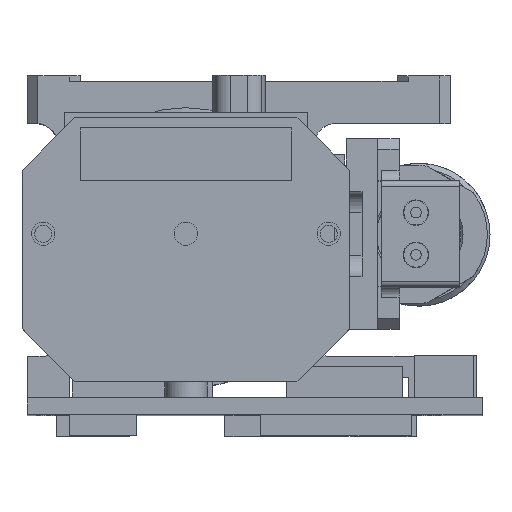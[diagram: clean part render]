
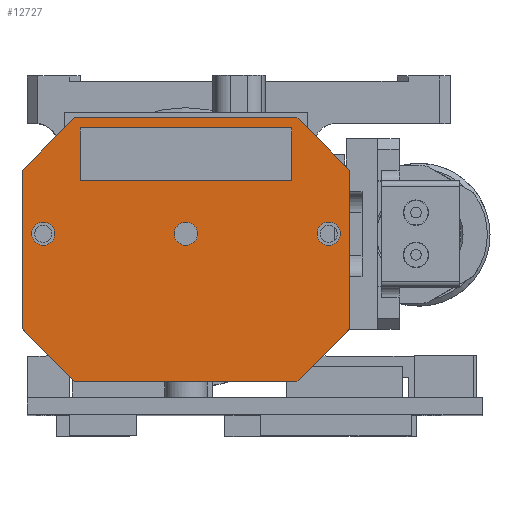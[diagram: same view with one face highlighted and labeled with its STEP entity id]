
A CAD part, top view. The second image highlights one B-rep face of the part: STEP entity #12727.
In plain terms, the highlighted face is planar.
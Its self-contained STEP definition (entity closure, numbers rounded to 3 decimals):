
#788=LINE('',#20034,#1881);
#790=LINE('',#20038,#1883);
#792=LINE('',#20042,#1885);
#795=LINE('',#20047,#1888);
#796=LINE('',#20050,#1889);
#799=LINE('',#20055,#1892);
#800=LINE('',#20058,#1893);
#802=LINE('',#20061,#1895);
#803=LINE('',#20073,#1896);
#804=LINE('',#20075,#1897);
#805=LINE('',#20077,#1898);
#806=LINE('',#20078,#1899);
#1881=VECTOR('',#16204,7.071);
#1883=VECTOR('',#16208,15.);
#1885=VECTOR('',#16212,7.071);
#1888=VECTOR('',#16217,21.);
#1889=VECTOR('',#16220,7.071);
#1892=VECTOR('',#16225,15.);
#1893=VECTOR('',#16228,7.071);
#1895=VECTOR('',#16232,21.);
#1896=VECTOR('',#16243,5.);
#1897=VECTOR('',#16244,20.);
#1898=VECTOR('',#16245,5.);
#1899=VECTOR('',#16246,20.);
#2982=FACE_BOUND('',#4033,.T.);
#2983=FACE_BOUND('',#4034,.T.);
#2984=FACE_BOUND('',#4035,.T.);
#2985=FACE_BOUND('',#4036,.T.);
#3284=FACE_OUTER_BOUND('',#4032,.T.);
#4032=EDGE_LOOP('',(#9291,#9292,#9293,#9294,#9295,#9296,#9297,#9298));
#4033=EDGE_LOOP('',(#9299,#9300));
#4034=EDGE_LOOP('',(#9301,#9302));
#4035=EDGE_LOOP('',(#9303,#9304,#9305,#9306));
#4036=EDGE_LOOP('',(#9307,#9308));
#4908=CIRCLE('',#14285,1.1);
#4909=CIRCLE('',#14286,1.1);
#4910=CIRCLE('',#14287,1.1);
#4911=CIRCLE('',#14288,1.1);
#4912=CIRCLE('',#14289,1.1);
#4913=CIRCLE('',#14290,1.1);
#5601=VERTEX_POINT('',#20031);
#5602=VERTEX_POINT('',#20033);
#5603=VERTEX_POINT('',#20037);
#5604=VERTEX_POINT('',#20041);
#5605=VERTEX_POINT('',#20045);
#5606=VERTEX_POINT('',#20049);
#5607=VERTEX_POINT('',#20053);
#5608=VERTEX_POINT('',#20057);
#5609=VERTEX_POINT('',#20063);
#5610=VERTEX_POINT('',#20064);
#5611=VERTEX_POINT('',#20067);
#5612=VERTEX_POINT('',#20068);
#5613=VERTEX_POINT('',#20071);
#5614=VERTEX_POINT('',#20072);
#5615=VERTEX_POINT('',#20074);
#5616=VERTEX_POINT('',#20076);
#5617=VERTEX_POINT('',#20079);
#5618=VERTEX_POINT('',#20080);
#6989=EDGE_CURVE('',#5601,#5602,#788,.T.);
#6991=EDGE_CURVE('',#5602,#5603,#790,.T.);
#6993=EDGE_CURVE('',#5603,#5604,#792,.T.);
#6996=EDGE_CURVE('',#5604,#5605,#795,.T.);
#6997=EDGE_CURVE('',#5605,#5606,#796,.T.);
#7000=EDGE_CURVE('',#5606,#5607,#799,.T.);
#7001=EDGE_CURVE('',#5607,#5608,#800,.T.);
#7003=EDGE_CURVE('',#5608,#5601,#802,.T.);
#7004=EDGE_CURVE('',#5609,#5610,#4908,.T.);
#7005=EDGE_CURVE('',#5610,#5609,#4909,.T.);
#7006=EDGE_CURVE('',#5611,#5612,#4910,.T.);
#7007=EDGE_CURVE('',#5612,#5611,#4911,.T.);
#7008=EDGE_CURVE('',#5613,#5614,#803,.T.);
#7009=EDGE_CURVE('',#5614,#5615,#804,.T.);
#7010=EDGE_CURVE('',#5615,#5616,#805,.T.);
#7011=EDGE_CURVE('',#5616,#5613,#806,.T.);
#7012=EDGE_CURVE('',#5617,#5618,#4912,.T.);
#7013=EDGE_CURVE('',#5618,#5617,#4913,.T.);
#9291=ORIENTED_EDGE('',*,*,#6989,.F.);
#9292=ORIENTED_EDGE('',*,*,#7003,.F.);
#9293=ORIENTED_EDGE('',*,*,#7001,.F.);
#9294=ORIENTED_EDGE('',*,*,#7000,.F.);
#9295=ORIENTED_EDGE('',*,*,#6997,.F.);
#9296=ORIENTED_EDGE('',*,*,#6996,.F.);
#9297=ORIENTED_EDGE('',*,*,#6993,.F.);
#9298=ORIENTED_EDGE('',*,*,#6991,.F.);
#9299=ORIENTED_EDGE('',*,*,#7004,.F.);
#9300=ORIENTED_EDGE('',*,*,#7005,.F.);
#9301=ORIENTED_EDGE('',*,*,#7006,.F.);
#9302=ORIENTED_EDGE('',*,*,#7007,.F.);
#9303=ORIENTED_EDGE('',*,*,#7008,.T.);
#9304=ORIENTED_EDGE('',*,*,#7009,.T.);
#9305=ORIENTED_EDGE('',*,*,#7010,.T.);
#9306=ORIENTED_EDGE('',*,*,#7011,.T.);
#9307=ORIENTED_EDGE('',*,*,#7012,.F.);
#9308=ORIENTED_EDGE('',*,*,#7013,.F.);
#12229=PLANE('',#14284);
#12727=ADVANCED_FACE('',(#3284,#2982,#2983,#2984,#2985),#12229,.T.);
#14284=AXIS2_PLACEMENT_3D('',#20062,#16233,#16234);
#14285=AXIS2_PLACEMENT_3D('',#20065,#16235,#16236);
#14286=AXIS2_PLACEMENT_3D('',#20066,#16237,#16238);
#14287=AXIS2_PLACEMENT_3D('',#20069,#16239,#16240);
#14288=AXIS2_PLACEMENT_3D('',#20070,#16241,#16242);
#14289=AXIS2_PLACEMENT_3D('',#20081,#16247,#16248);
#14290=AXIS2_PLACEMENT_3D('',#20082,#16249,#16250);
#16204=DIRECTION('',(0.707,-0.707,0.));
#16208=DIRECTION('',(1.,0.,0.));
#16212=DIRECTION('',(0.707,0.707,0.));
#16217=DIRECTION('',(0.,1.,0.));
#16220=DIRECTION('',(-0.707,0.707,0.));
#16225=DIRECTION('',(-1.,0.,0.));
#16228=DIRECTION('',(-0.707,-0.707,0.));
#16232=DIRECTION('',(0.,-1.,0.));
#16233=DIRECTION('center_axis',(0.,0.,-1.));
#16234=DIRECTION('ref_axis',(0.,1.,0.));
#16235=DIRECTION('center_axis',(0.,0.,-1.));
#16236=DIRECTION('ref_axis',(0.,-1.,0.));
#16237=DIRECTION('center_axis',(0.,0.,-1.));
#16238=DIRECTION('ref_axis',(0.,-1.,0.));
#16239=DIRECTION('center_axis',(0.,0.,-1.));
#16240=DIRECTION('ref_axis',(0.,-1.,0.));
#16241=DIRECTION('center_axis',(0.,0.,-1.));
#16242=DIRECTION('ref_axis',(0.,-1.,0.));
#16243=DIRECTION('',(1.,0.,0.));
#16244=DIRECTION('',(0.,1.,0.));
#16245=DIRECTION('',(-1.,0.,0.));
#16246=DIRECTION('',(0.,-1.,0.));
#16247=DIRECTION('center_axis',(0.,0.,-1.));
#16248=DIRECTION('ref_axis',(0.,-1.,0.));
#16249=DIRECTION('center_axis',(0.,0.,-1.));
#16250=DIRECTION('ref_axis',(0.,-1.,0.));
#20031=CARTESIAN_POINT('',(-11.,-10.5,-71.5));
#20033=CARTESIAN_POINT('',(-6.,-15.5,-71.5));
#20034=CARTESIAN_POINT('',(-11.,-10.5,-71.5));
#20037=CARTESIAN_POINT('',(9.,-15.5,-71.5));
#20038=CARTESIAN_POINT('',(-6.,-15.5,-71.5));
#20041=CARTESIAN_POINT('',(14.,-10.5,-71.5));
#20042=CARTESIAN_POINT('',(9.,-15.5,-71.5));
#20045=CARTESIAN_POINT('',(14.,10.5,-71.5));
#20047=CARTESIAN_POINT('',(14.,-10.5,-71.5));
#20049=CARTESIAN_POINT('',(9.,15.5,-71.5));
#20050=CARTESIAN_POINT('',(14.,10.5,-71.5));
#20053=CARTESIAN_POINT('',(-6.,15.5,-71.5));
#20055=CARTESIAN_POINT('',(9.,15.5,-71.5));
#20057=CARTESIAN_POINT('',(-11.,10.5,-71.5));
#20058=CARTESIAN_POINT('',(-6.,15.5,-71.5));
#20061=CARTESIAN_POINT('',(-11.,10.5,-71.5));
#20062=CARTESIAN_POINT('Origin',(0.,0.,-71.5));
#20063=CARTESIAN_POINT('',(0.,-12.4,-71.5));
#20064=CARTESIAN_POINT('',(0.,-14.6,-71.5));
#20065=CARTESIAN_POINT('Origin',(0.,-13.5,-71.5));
#20066=CARTESIAN_POINT('Origin',(0.,-13.5,-71.5));
#20067=CARTESIAN_POINT('',(0.,1.1,-71.5));
#20068=CARTESIAN_POINT('',(0.,-1.1,-71.5));
#20069=CARTESIAN_POINT('Origin',(0.,0.,-71.5));
#20070=CARTESIAN_POINT('Origin',(0.,0.,-71.5));
#20071=CARTESIAN_POINT('',(-10.,-10.,-71.5));
#20072=CARTESIAN_POINT('',(-5.,-10.,-71.5));
#20073=CARTESIAN_POINT('',(-10.,-10.,-71.5));
#20074=CARTESIAN_POINT('',(-5.,10.,-71.5));
#20075=CARTESIAN_POINT('',(-5.,-10.,-71.5));
#20076=CARTESIAN_POINT('',(-10.,10.,-71.5));
#20077=CARTESIAN_POINT('',(-5.,10.,-71.5));
#20078=CARTESIAN_POINT('',(-10.,10.,-71.5));
#20079=CARTESIAN_POINT('',(0.,14.6,-71.5));
#20080=CARTESIAN_POINT('',(0.,12.4,-71.5));
#20081=CARTESIAN_POINT('Origin',(0.,13.5,-71.5));
#20082=CARTESIAN_POINT('Origin',(0.,13.5,-71.5));
